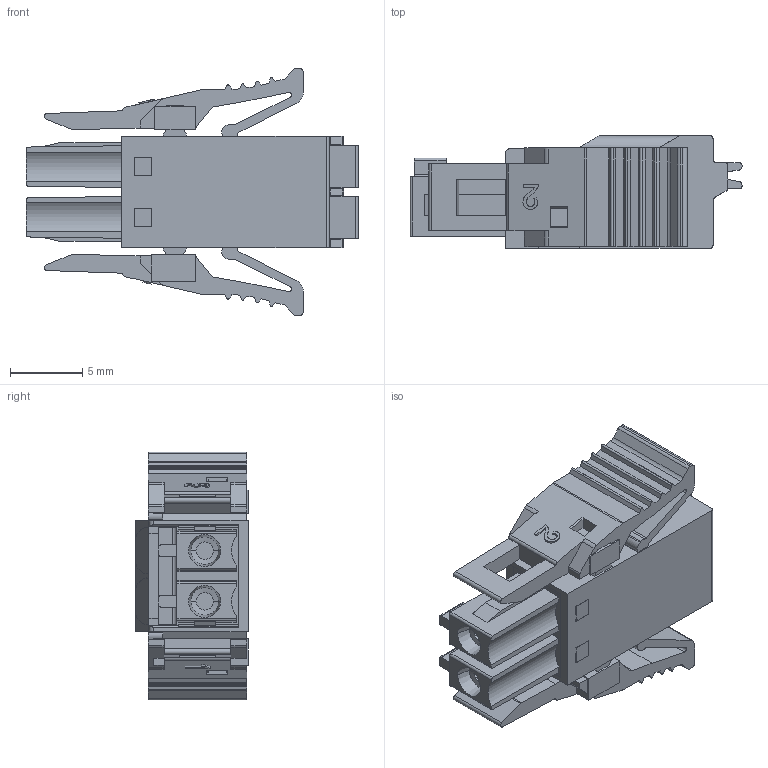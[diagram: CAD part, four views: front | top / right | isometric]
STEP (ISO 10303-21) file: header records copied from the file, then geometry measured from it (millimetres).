
FILE_DESCRIPTION((''),'2;1');
FILE_NAME('PRT0010','2024-09-25T',('sheji'),(''),'PRO/ENGINEER BY PARAMETRIC TECHNOLOGY CORPORATION, 2015240','PRO/ENGINEER BY PARAMETRIC TECHNOLOGY CORPORATION, 2015240','');
FILE_SCHEMA(('CONFIG_CONTROL_DESIGN'));
Length unit declared in the file: millimetre
Products named in the file (1): PRT0010
Bounding box: 22.9 x 7.75 x 17.1 mm (x, y, z)
Volume: 1234.1 mm3; surface area: 1701.8 mm2
Topology: 1 solids, 2 shells, 469 faces, 1320 edges, 866 vertices
Faces by surface type: plane 304, cylinder 125, extrusion 20, cone 16, torus 4
Entity records: 15438 total; most frequent: CARTESIAN_POINT 3167, ORIENTED_EDGE 2640, DIRECTION 2420, EDGE_CURVE 1320, VECTOR 1010, LINE 990, VERTEX_POINT 866, AXIS2_PLACEMENT_3D 705
